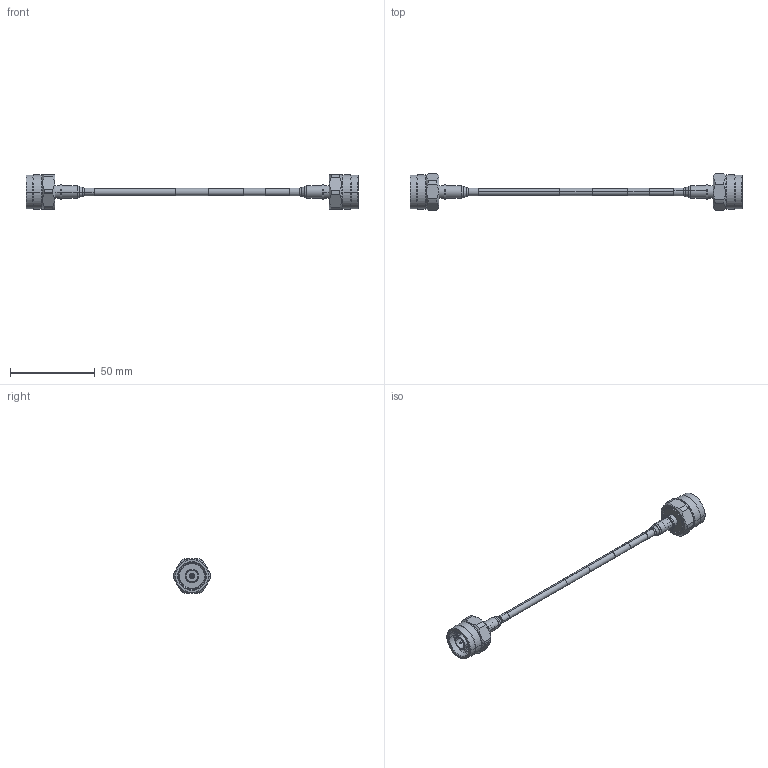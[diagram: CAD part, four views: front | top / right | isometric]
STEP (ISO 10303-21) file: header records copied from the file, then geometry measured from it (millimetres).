
FILE_DESCRIPTION (( 'STEP AP214' ), '1' );
FILE_NAME ('LCCA31066.step', '2022-10-04T19:23:07', ( '' ), ( '' ), 'SwSTEP 2.0', 'SolidWorks 2021', '' );
FILE_SCHEMA (( 'AUTOMOTIVE_DESIGN' ));
Length unit declared in the file: millimetre
Products named in the file (5): TFT-5G-402^LCCA31066_WITH LABEL; PIM LABEL^LCCA31066; HTSHRK INNER^LCCA31066; LCCA31066; TC-402-NM-LP-PE^LCCA31066
Assembly tree (6 placements, depth 2):
  LCCA31066
    TFT-5G-402^LCCA31066_WITH LABEL
    PIM LABEL^LCCA31066
    TC-402-NM-LP-PE^LCCA31066  x2
    HTSHRK INNER^LCCA31066  x2
Bounding box: 195.46 x 21.9 x 20.28 mm (x, y, z)
Volume: 10366 mm3; surface area: 11407.2 mm2
Topology: 7 solids, 7 shells, 264 faces, 580 edges, 362 vertices
Faces by surface type: cylinder 124, plane 60, cone 60, torus 16, bspline 4
Entity records: 5187 total; most frequent: CARTESIAN_POINT 1813, DIRECTION 723, ORIENTED_EDGE 604, AXIS2_PLACEMENT_3D 309, EDGE_CURVE 302, VERTEX_POINT 189, CIRCLE 163, EDGE_LOOP 161
